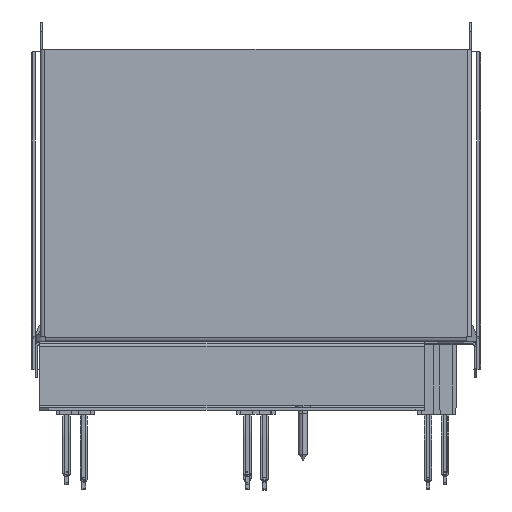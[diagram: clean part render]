
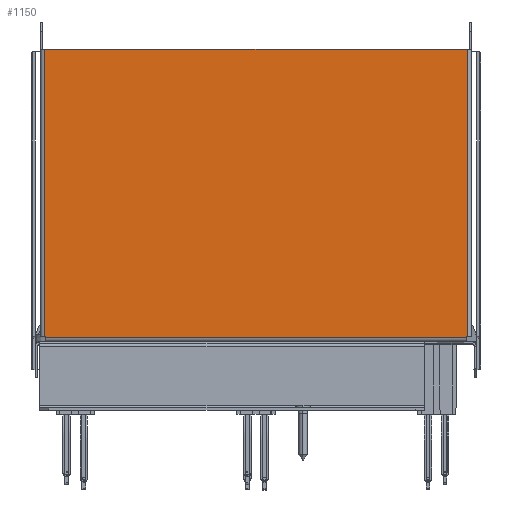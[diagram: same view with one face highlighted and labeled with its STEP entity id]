
A CAD part, left-side view. The second image highlights one B-rep face of the part: STEP entity #1150.
In plain terms, the highlighted planar face has unit normal (-1, 0, 0).
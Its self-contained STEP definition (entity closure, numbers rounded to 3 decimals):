
#124=DIRECTION('',(0.,0.,-1.));
#125=VECTOR('',#124,0.02);
#126=CARTESIAN_POINT('',(2.989,20.493,0.118));
#127=LINE('',#126,#125);
#526=DIRECTION('',(0.,-1.,0.));
#527=VECTOR('',#526,9.173);
#528=CARTESIAN_POINT('',(2.989,20.493,0.098));
#529=LINE('',#528,#527);
#533=DIRECTION('',(0.,1.,0.));
#534=VECTOR('',#533,0.02);
#535=CARTESIAN_POINT('',(2.989,11.3,0.118));
#536=LINE('',#535,#534);
#540=DIRECTION('',(0.,0.,-1.));
#541=VECTOR('',#540,0.02);
#542=CARTESIAN_POINT('',(2.989,11.32,0.118));
#543=LINE('',#542,#541);
#547=DIRECTION('',(0.,1.,0.));
#548=VECTOR('',#547,0.02);
#549=CARTESIAN_POINT('',(2.989,20.493,0.118));
#550=LINE('',#549,#548);
#554=DIRECTION('',(0.,-1.,0.));
#555=VECTOR('',#554,9.213);
#556=CARTESIAN_POINT('',(2.989,20.513,6.378));
#557=LINE('',#556,#555);
#568=DIRECTION('',(0.,0.,-1.));
#569=VECTOR('',#568,6.26);
#570=CARTESIAN_POINT('',(2.989,20.513,6.378));
#571=LINE('',#570,#569);
#640=DIRECTION('',(0.,0.,1.));
#641=VECTOR('',#640,6.26);
#642=CARTESIAN_POINT('',(2.989,11.3,0.118));
#643=LINE('',#642,#641);
#763=CARTESIAN_POINT('',(2.989,20.493,0.118));
#764=VERTEX_POINT('',#763);
#765=CARTESIAN_POINT('',(2.989,20.493,0.098));
#766=VERTEX_POINT('',#765);
#771=CARTESIAN_POINT('',(2.989,20.513,0.118));
#772=VERTEX_POINT('',#771);
#787=CARTESIAN_POINT('',(2.989,11.3,6.378));
#788=VERTEX_POINT('',#787);
#789=CARTESIAN_POINT('',(2.989,20.513,6.378));
#790=VERTEX_POINT('',#789);
#803=CARTESIAN_POINT('',(2.989,11.32,0.118));
#804=VERTEX_POINT('',#803);
#805=CARTESIAN_POINT('',(2.989,11.3,0.118));
#806=VERTEX_POINT('',#805);
#809=CARTESIAN_POINT('',(2.989,11.32,0.098));
#810=VERTEX_POINT('',#809);
#1133=CARTESIAN_POINT('',(2.989,11.299,0.097));
#1134=DIRECTION('',(1.,0.,0.));
#1135=DIRECTION('',(0.,1.,0.));
#1136=AXIS2_PLACEMENT_3D('',#1133,#1134,#1135);
#1137=PLANE('',#1136);
#1138=ORIENTED_EDGE('',*,*,#1083,.T.);
#1139=ORIENTED_EDGE('',*,*,#1108,.T.);
#1140=ORIENTED_EDGE('',*,*,#1127,.F.);
#1141=ORIENTED_EDGE('',*,*,#857,.F.);
#1142=ORIENTED_EDGE('',*,*,#883,.T.);
#1144=ORIENTED_EDGE('',*,*,#1143,.F.);
#1145=ORIENTED_EDGE('',*,*,#981,.T.);
#1147=ORIENTED_EDGE('',*,*,#1146,.F.);
#1148=EDGE_LOOP('',(#1138,#1139,#1140,#1141,#1142,#1144,#1145,#1147));
#1149=FACE_OUTER_BOUND('',#1148,.F.);
#857=EDGE_CURVE('',#764,#766,#127,.T.);
#883=EDGE_CURVE('',#764,#772,#550,.T.);
#981=EDGE_CURVE('',#790,#788,#557,.T.);
#1083=EDGE_CURVE('',#806,#804,#536,.T.);
#1108=EDGE_CURVE('',#804,#810,#543,.T.);
#1127=EDGE_CURVE('',#766,#810,#529,.T.);
#1143=EDGE_CURVE('',#790,#772,#571,.T.);
#1146=EDGE_CURVE('',#806,#788,#643,.T.);
#1150=ADVANCED_FACE('',(#1149),#1137,.F.);
